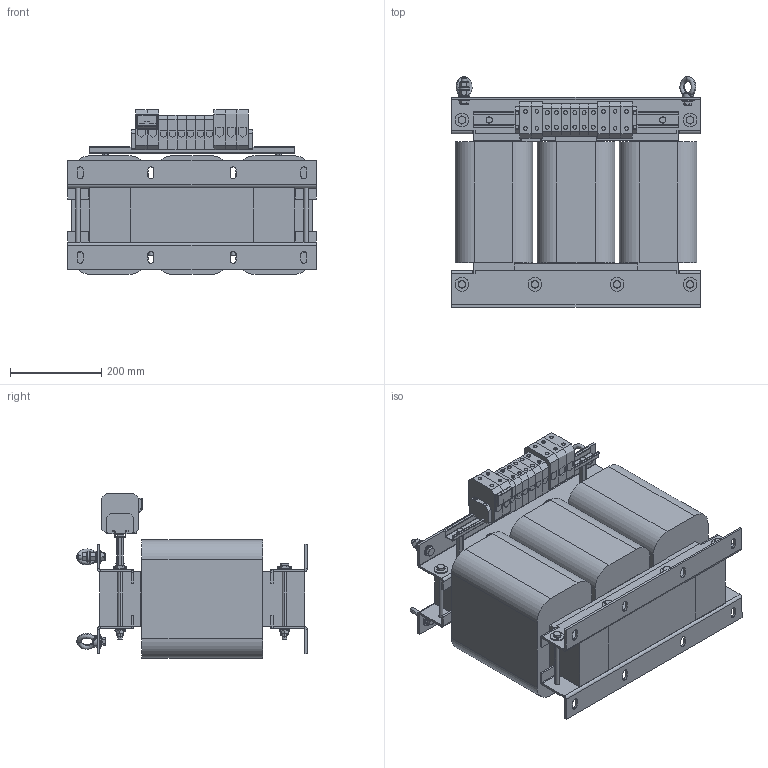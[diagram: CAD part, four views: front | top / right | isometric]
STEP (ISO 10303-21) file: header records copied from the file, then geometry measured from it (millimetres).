
FILE_DESCRIPTION (( 'STEP AP214' ), '1' );
FILE_NAME ('204883.STEP', '2020-05-28T17:13:51', ( '' ), ( '' ), 'SwSTEP 2.0', 'SolidWorks 2018', '' );
FILE_SCHEMA (( 'AUTOMOTIVE_DESIGN' ));
Length unit declared in the file: millimetre
Products named in the file (1): 204883
Bounding box: 545 x 505 x 361.2 mm (x, y, z)
Volume: 46966429.5 mm3; surface area: 1747291.9 mm2
Topology: 1 solids, 1 shells, 1565 faces, 3840 edges, 2363 vertices
Faces by surface type: plane 928, cylinder 287, cone 226, bspline 94, torus 30
Entity records: 51850 total; most frequent: CARTESIAN_POINT 15979, ORIENTED_EDGE 7680, DIRECTION 7024, EDGE_CURVE 3840, AXIS2_PLACEMENT_3D 2398, VERTEX_POINT 2363, LINE 2228, VECTOR 2228
